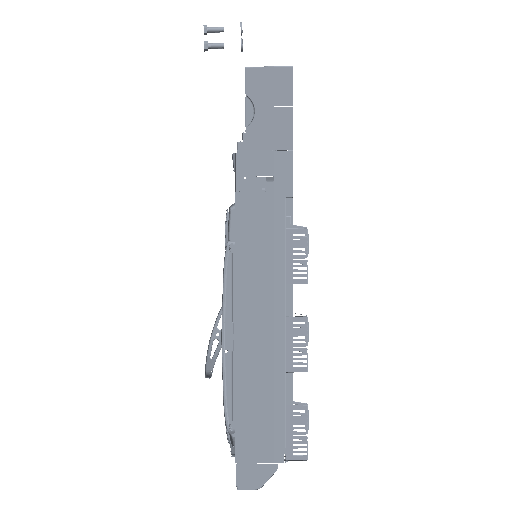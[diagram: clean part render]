
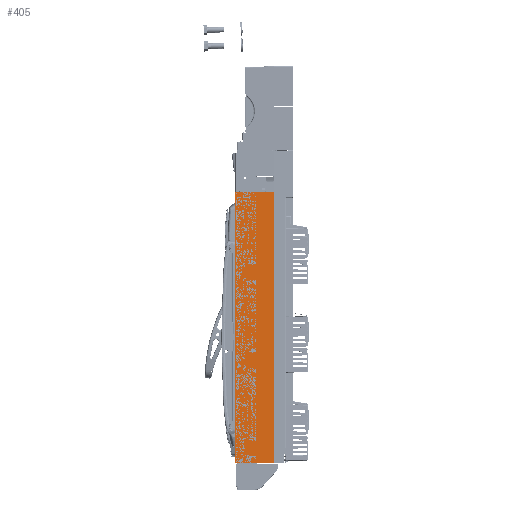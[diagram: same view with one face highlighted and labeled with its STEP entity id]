
A CAD part, left-side view. The second image highlights one B-rep face of the part: STEP entity #405.
In plain terms, the highlighted planar face has unit normal (-1, 0, 0).
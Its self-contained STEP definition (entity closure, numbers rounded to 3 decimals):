
#262=DIRECTION('',(0.,1.,0.));
#263=VECTOR('',#262,79.951);
#264=CARTESIAN_POINT('',(-99.715,543.134,-442.56));
#265=LINE('',#264,#263);
#266=DIRECTION('',(0.,0.,1.));
#267=VECTOR('',#266,569.041);
#268=CARTESIAN_POINT('',(-99.715,623.085,-442.56));
#269=LINE('',#268,#267);
#270=DIRECTION('',(0.,-1.,0.));
#271=VECTOR('',#270,79.951);
#272=CARTESIAN_POINT('',(-99.715,623.085,126.482));
#273=LINE('',#272,#271);
#274=DIRECTION('',(0.,0.,-1.));
#275=VECTOR('',#274,569.041);
#276=CARTESIAN_POINT('',(-99.715,543.134,126.482));
#277=LINE('',#276,#275);
#286=CARTESIAN_POINT('',(-99.715,543.134,-442.56));
#287=CARTESIAN_POINT('',(-99.715,623.085,-442.56));
#288=VERTEX_POINT('',#286);
#289=VERTEX_POINT('',#287);
#290=CARTESIAN_POINT('',(-99.715,623.085,126.482));
#291=VERTEX_POINT('',#290);
#292=CARTESIAN_POINT('',(-99.715,543.134,126.482));
#293=VERTEX_POINT('',#292);
#394=CARTESIAN_POINT('',(-99.715,0.,0.));
#395=DIRECTION('',(1.,0.,0.));
#396=DIRECTION('',(0.,0.,-1.));
#397=AXIS2_PLACEMENT_3D('',#394,#395,#396);
#398=PLANE('',#397);
#399=ORIENTED_EDGE('',*,*,#325,.T.);
#400=ORIENTED_EDGE('',*,*,#347,.T.);
#401=ORIENTED_EDGE('',*,*,#368,.T.);
#402=ORIENTED_EDGE('',*,*,#388,.T.);
#403=EDGE_LOOP('',(#399,#400,#401,#402));
#404=FACE_OUTER_BOUND('',#403,.F.);
#325=EDGE_CURVE('',#288,#289,#265,.T.);
#347=EDGE_CURVE('',#289,#291,#269,.T.);
#368=EDGE_CURVE('',#291,#293,#273,.T.);
#388=EDGE_CURVE('',#293,#288,#277,.T.);
#405=ADVANCED_FACE('',(#404),#398,.F.);
